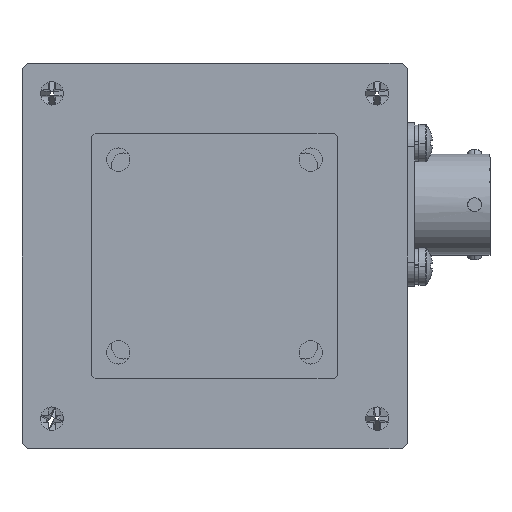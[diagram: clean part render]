
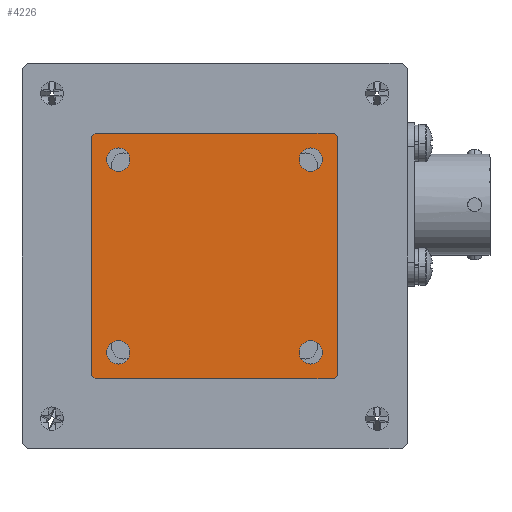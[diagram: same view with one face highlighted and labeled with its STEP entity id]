
A CAD part, front view. The second image highlights one B-rep face of the part: STEP entity #4226.
In plain terms, the highlighted planar face has unit normal (0, -1, 0).
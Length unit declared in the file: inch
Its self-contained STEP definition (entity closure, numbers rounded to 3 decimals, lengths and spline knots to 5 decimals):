
#362 = LINE ( 'NONE', #1649, #9954 ) ;
#412 = CIRCLE ( 'NONE', #5267, 0.068 ) ;
#702 = VECTOR ( 'NONE', #12923, 39.37008 ) ;
#789 = CARTESIAN_POINT ( 'NONE',  ( 0.718, 0., 0.718 ) ) ;
#802 = CARTESIAN_POINT ( 'NONE',  ( 0.718, 0., 0.698 ) ) ;
#1097 = EDGE_CURVE ( 'NONE', #6352, #10141, #362, .T. ) ;
#1436 = VERTEX_POINT ( 'NONE', #2909 ) ;
#1537 = FACE_BOUND ( 'NONE', #13514, .T. ) ;
#1649 = CARTESIAN_POINT ( 'NONE',  ( -0.698, 0., 0.718 ) ) ;
#1961 = VECTOR ( 'NONE', #19156, 39.37008 ) ;
#2014 = LINE ( 'NONE', #20349, #20208 ) ;
#2112 = CARTESIAN_POINT ( 'NONE',  ( 0.698, 0., -0.718 ) ) ;
#2544 = CARTESIAN_POINT ( 'NONE',  ( 0.5625, 0., -0.563 ) ) ;
#2743 = CIRCLE ( 'NONE', #13004, 0.068 ) ;
#2866 = CARTESIAN_POINT ( 'NONE',  ( -0.718, 0., 0.698 ) ) ;
#2907 = EDGE_CURVE ( 'NONE', #9108, #7494, #18211, .T. ) ;
#2909 = CARTESIAN_POINT ( 'NONE',  ( 0.5625, 0., -0.631 ) ) ;
#2944 = ORIENTED_EDGE ( 'NONE', *, *, #4441, .F. ) ;
#3200 = CARTESIAN_POINT ( 'NONE',  ( -0.5625, 0., -0.563 ) ) ;
#3555 = CARTESIAN_POINT ( 'NONE',  ( 0.5625, 0., 0.495 ) ) ;
#4137 = CARTESIAN_POINT ( 'NONE',  ( -0.5625, 0., -0.563 ) ) ;
#4226 = ADVANCED_FACE ( 'NONE', ( #8433, #1537, #5423, #19438, #18235 ), #12929, .F. ) ;
#4441 = EDGE_CURVE ( 'NONE', #14784, #10141, #20019, .T. ) ;
#4936 = DIRECTION ( 'NONE',  ( 0., -1., 0. ) ) ;
#4957 = DIRECTION ( 'NONE',  ( 0., 0., -1. ) ) ;
#4963 = DIRECTION ( 'NONE',  ( 0., -1., 0. ) ) ;
#4976 = DIRECTION ( 'NONE',  ( 0., 0., -1. ) ) ;
#5066 = AXIS2_PLACEMENT_3D ( 'NONE', #8929, #16396, #4976 ) ;
#5267 = AXIS2_PLACEMENT_3D ( 'NONE', #23862, #19897, #8600 ) ;
#5350 = CARTESIAN_POINT ( 'NONE',  ( -0.718, 0., -0.718 ) ) ;
#5398 = CARTESIAN_POINT ( 'NONE',  ( -0.5625, 0., 0.495 ) ) ;
#5423 = FACE_BOUND ( 'NONE', #9856, .T. ) ;
#5516 = VERTEX_POINT ( 'NONE', #6613 ) ;
#5644 = ORIENTED_EDGE ( 'NONE', *, *, #2907, .T. ) ;
#5925 = ORIENTED_EDGE ( 'NONE', *, *, #11824, .F. ) ;
#5933 = EDGE_CURVE ( 'NONE', #21535, #9901, #412, .T. ) ;
#6062 = CARTESIAN_POINT ( 'NONE',  ( 0.718, 0., -0.718 ) ) ;
#6116 = AXIS2_PLACEMENT_3D ( 'NONE', #20259, #8877, #22182 ) ;
#6310 = DIRECTION ( 'NONE',  ( 0., -1., 0. ) ) ;
#6352 = VERTEX_POINT ( 'NONE', #20518 ) ;
#6613 = CARTESIAN_POINT ( 'NONE',  ( 0.698, 0., 0.718 ) ) ;
#6898 = VECTOR ( 'NONE', #22917, 39.37008 ) ;
#7304 = DIRECTION ( 'NONE',  ( 0., 0., 1. ) ) ;
#7494 = VERTEX_POINT ( 'NONE', #14915 ) ;
#7516 = AXIS2_PLACEMENT_3D ( 'NONE', #5350, #20789, #7304 ) ;
#7930 = CARTESIAN_POINT ( 'NONE',  ( -0.698, 0., -0.718 ) ) ;
#8197 = DIRECTION ( 'NONE',  ( 0., 0., 1. ) ) ;
#8433 = FACE_BOUND ( 'NONE', #12159, .T. ) ;
#8550 = CARTESIAN_POINT ( 'NONE',  ( 0.698, 0., -0.718 ) ) ;
#8600 = DIRECTION ( 'NONE',  ( 0., 0., -1. ) ) ;
#8616 = EDGE_LOOP ( 'NONE', ( #11109, #5644, #10780, #23699, #24789, #19702, #2944, #22294 ) ) ;
#8681 = EDGE_CURVE ( 'NONE', #17006, #1436, #9962, .T. ) ;
#8808 = LINE ( 'NONE', #789, #23114 ) ;
#8877 = DIRECTION ( 'NONE',  ( 0., -1., 0. ) ) ;
#8929 = CARTESIAN_POINT ( 'NONE',  ( 0.5625, 0., 0.563 ) ) ;
#9016 = CARTESIAN_POINT ( 'NONE',  ( 0.5625, 0., -0.495 ) ) ;
#9108 = VERTEX_POINT ( 'NONE', #8550 ) ;
#9574 = EDGE_LOOP ( 'NONE', ( #5925, #16218 ) ) ;
#9856 = EDGE_LOOP ( 'NONE', ( #23514, #14768 ) ) ;
#9901 = VERTEX_POINT ( 'NONE', #5398 ) ;
#9916 = VECTOR ( 'NONE', #8197, 39.37008 ) ;
#9954 = VECTOR ( 'NONE', #15876, 39.37008 ) ;
#9962 = CIRCLE ( 'NONE', #15510, 0.068 ) ;
#9995 = CARTESIAN_POINT ( 'NONE',  ( 0.5625, 0., 0.563 ) ) ;
#10050 = CIRCLE ( 'NONE', #11352, 0.068 ) ;
#10141 = VERTEX_POINT ( 'NONE', #2866 ) ;
#10333 = DIRECTION ( 'NONE',  ( 0., 0., -1. ) ) ;
#10780 = ORIENTED_EDGE ( 'NONE', *, *, #17649, .F. ) ;
#10867 = DIRECTION ( 'NONE',  ( 1., 0., 0. ) ) ;
#10929 = ORIENTED_EDGE ( 'NONE', *, *, #5933, .F. ) ;
#11109 = ORIENTED_EDGE ( 'NONE', *, *, #22020, .F. ) ;
#11352 = AXIS2_PLACEMENT_3D ( 'NONE', #4137, #17308, #17463 ) ;
#11824 = EDGE_CURVE ( 'NONE', #19654, #22817, #2743, .T. ) ;
#12159 = EDGE_LOOP ( 'NONE', ( #14050, #10929 ) ) ;
#12219 = DIRECTION ( 'NONE',  ( -0.707, 0., 0.707 ) ) ;
#12785 = DIRECTION ( 'NONE',  ( 0., -1., 0. ) ) ;
#12842 = CARTESIAN_POINT ( 'NONE',  ( -0.718, 0., -0.698 ) ) ;
#12878 = EDGE_CURVE ( 'NONE', #22817, #19654, #16438, .T. ) ;
#12923 = DIRECTION ( 'NONE',  ( 0.707, 0., -0.707 ) ) ;
#12929 = PLANE ( 'NONE',  #7516 ) ;
#13004 = AXIS2_PLACEMENT_3D ( 'NONE', #9995, #4963, #24183 ) ;
#13410 = CARTESIAN_POINT ( 'NONE',  ( 0.5625, 0., 0.631 ) ) ;
#13514 = EDGE_LOOP ( 'NONE', ( #24803, #18169 ) ) ;
#13605 = CARTESIAN_POINT ( 'NONE',  ( -0.5625, 0., 0.631 ) ) ;
#14050 = ORIENTED_EDGE ( 'NONE', *, *, #19888, .F. ) ;
#14076 = VERTEX_POINT ( 'NONE', #19146 ) ;
#14387 = CIRCLE ( 'NONE', #21746, 0.068 ) ;
#14768 = ORIENTED_EDGE ( 'NONE', *, *, #23979, .F. ) ;
#14784 = VERTEX_POINT ( 'NONE', #20266 ) ;
#14915 = CARTESIAN_POINT ( 'NONE',  ( 0.718, 0., -0.698 ) ) ;
#14956 = EDGE_CURVE ( 'NONE', #6352, #5516, #2014, .T. ) ;
#15073 = LINE ( 'NONE', #6062, #1961 ) ;
#15141 = CIRCLE ( 'NONE', #6116, 0.068 ) ;
#15454 = CARTESIAN_POINT ( 'NONE',  ( -0.5625, 0., -0.631 ) ) ;
#15510 = AXIS2_PLACEMENT_3D ( 'NONE', #20378, #12785, #4957 ) ;
#15876 = DIRECTION ( 'NONE',  ( -0.707, 0., -0.707 ) ) ;
#16218 = ORIENTED_EDGE ( 'NONE', *, *, #12878, .F. ) ;
#16288 = VECTOR ( 'NONE', #12219, 39.37008 ) ;
#16396 = DIRECTION ( 'NONE',  ( 0., -1., 0. ) ) ;
#16438 = CIRCLE ( 'NONE', #5066, 0.068 ) ;
#16520 = DIRECTION ( 'NONE',  ( 0., 0., -1. ) ) ;
#16620 = EDGE_CURVE ( 'NONE', #22502, #14076, #10050, .T. ) ;
#17006 = VERTEX_POINT ( 'NONE', #9016 ) ;
#17012 = AXIS2_PLACEMENT_3D ( 'NONE', #2544, #6310, #17567 ) ;
#17308 = DIRECTION ( 'NONE',  ( 0., -1., 0. ) ) ;
#17463 = DIRECTION ( 'NONE',  ( 0., 0., -1. ) ) ;
#17567 = DIRECTION ( 'NONE',  ( 0., 0., -1. ) ) ;
#17649 = EDGE_CURVE ( 'NONE', #21942, #7494, #8808, .T. ) ;
#18169 = ORIENTED_EDGE ( 'NONE', *, *, #8681, .F. ) ;
#18211 = LINE ( 'NONE', #2112, #6898 ) ;
#18235 = FACE_OUTER_BOUND ( 'NONE', #8616, .T. ) ;
#18970 = LINE ( 'NONE', #802, #16288 ) ;
#19146 = CARTESIAN_POINT ( 'NONE',  ( -0.5625, 0., -0.495 ) ) ;
#19156 = DIRECTION ( 'NONE',  ( -1., 0., 0. ) ) ;
#19426 = CARTESIAN_POINT ( 'NONE',  ( -0.718, 0., 0.718 ) ) ;
#19438 = FACE_BOUND ( 'NONE', #9574, .T. ) ;
#19654 = VERTEX_POINT ( 'NONE', #3555 ) ;
#19702 = ORIENTED_EDGE ( 'NONE', *, *, #1097, .T. ) ;
#19888 = EDGE_CURVE ( 'NONE', #9901, #21535, #15141, .T. ) ;
#19897 = DIRECTION ( 'NONE',  ( 0., -1., 0. ) ) ;
#20019 = LINE ( 'NONE', #19426, #9916 ) ;
#20208 = VECTOR ( 'NONE', #10867, 39.37008 ) ;
#20259 = CARTESIAN_POINT ( 'NONE',  ( -0.5625, 0., 0.563 ) ) ;
#20266 = CARTESIAN_POINT ( 'NONE',  ( -0.718, 0., -0.698 ) ) ;
#20349 = CARTESIAN_POINT ( 'NONE',  ( 0.718, 0., 0.718 ) ) ;
#20378 = CARTESIAN_POINT ( 'NONE',  ( 0.5625, 0., -0.563 ) ) ;
#20518 = CARTESIAN_POINT ( 'NONE',  ( -0.698, 0., 0.718 ) ) ;
#20789 = DIRECTION ( 'NONE',  ( 0., 1., 0. ) ) ;
#21031 = VERTEX_POINT ( 'NONE', #7930 ) ;
#21199 = EDGE_CURVE ( 'NONE', #1436, #17006, #22280, .T. ) ;
#21535 = VERTEX_POINT ( 'NONE', #13605 ) ;
#21676 = EDGE_CURVE ( 'NONE', #21942, #5516, #18970, .T. ) ;
#21746 = AXIS2_PLACEMENT_3D ( 'NONE', #3200, #4936, #16520 ) ;
#21942 = VERTEX_POINT ( 'NONE', #23090 ) ;
#22020 = EDGE_CURVE ( 'NONE', #9108, #21031, #15073, .T. ) ;
#22182 = DIRECTION ( 'NONE',  ( 0., 0., -1. ) ) ;
#22280 = CIRCLE ( 'NONE', #17012, 0.068 ) ;
#22294 = ORIENTED_EDGE ( 'NONE', *, *, #22542, .T. ) ;
#22502 = VERTEX_POINT ( 'NONE', #15454 ) ;
#22542 = EDGE_CURVE ( 'NONE', #14784, #21031, #24358, .T. ) ;
#22817 = VERTEX_POINT ( 'NONE', #13410 ) ;
#22917 = DIRECTION ( 'NONE',  ( 0.707, 0., 0.707 ) ) ;
#23090 = CARTESIAN_POINT ( 'NONE',  ( 0.718, 0., 0.698 ) ) ;
#23114 = VECTOR ( 'NONE', #10333, 39.37008 ) ;
#23514 = ORIENTED_EDGE ( 'NONE', *, *, #16620, .F. ) ;
#23699 = ORIENTED_EDGE ( 'NONE', *, *, #21676, .T. ) ;
#23862 = CARTESIAN_POINT ( 'NONE',  ( -0.5625, 0., 0.563 ) ) ;
#23979 = EDGE_CURVE ( 'NONE', #14076, #22502, #14387, .T. ) ;
#24183 = DIRECTION ( 'NONE',  ( 0., 0., -1. ) ) ;
#24358 = LINE ( 'NONE', #12842, #702 ) ;
#24789 = ORIENTED_EDGE ( 'NONE', *, *, #14956, .F. ) ;
#24803 = ORIENTED_EDGE ( 'NONE', *, *, #21199, .F. ) ;
